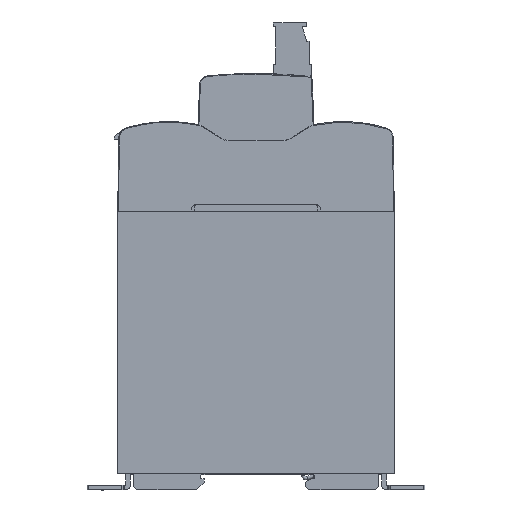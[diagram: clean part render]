
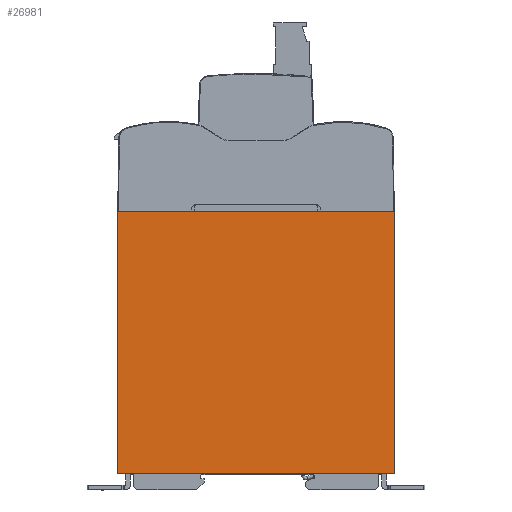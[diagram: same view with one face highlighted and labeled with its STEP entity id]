
A CAD part, front view. The second image highlights one B-rep face of the part: STEP entity #26981.
In plain terms, the highlighted planar face has unit normal (0, -1, 0).
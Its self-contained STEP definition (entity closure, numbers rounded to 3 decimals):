
#895=LINE('',#39166,#3566);
#979=LINE('',#39367,#3650);
#982=LINE('',#39371,#3653);
#1001=LINE('',#39418,#3672);
#3566=VECTOR('',#31679,90.);
#3650=VECTOR('',#31833,90.);
#3653=VECTOR('',#31838,85.);
#3672=VECTOR('',#31873,85.);
#6124=PLANE('',#28619);
#7289=FACE_OUTER_BOUND('',#8732,.T.);
#8732=EDGE_LOOP('',(#18658,#18659,#18660,#18661));
#11176=VERTEX_POINT('',#39163);
#11177=VERTEX_POINT('',#39165);
#11258=VERTEX_POINT('',#39364);
#11259=VERTEX_POINT('',#39366);
#13962=EDGE_CURVE('',#11177,#11176,#895,.T.);
#14064=EDGE_CURVE('',#11259,#11258,#979,.T.);
#14067=EDGE_CURVE('',#11176,#11259,#982,.T.);
#14092=EDGE_CURVE('',#11258,#11177,#1001,.T.);
#18658=ORIENTED_EDGE('',*,*,#13962,.T.);
#18659=ORIENTED_EDGE('',*,*,#14067,.T.);
#18660=ORIENTED_EDGE('',*,*,#14064,.T.);
#18661=ORIENTED_EDGE('',*,*,#14092,.T.);
#26981=ADVANCED_FACE('',(#7289),#6124,.T.);
#28619=AXIS2_PLACEMENT_3D('',#39452,#31897,#31898);
#31679=DIRECTION('',(-1.,0.,0.));
#31833=DIRECTION('',(1.,0.,0.));
#31838=DIRECTION('',(0.,0.,-1.));
#31873=DIRECTION('',(0.,0.,1.));
#31897=DIRECTION('center_axis',(0.,-1.,0.));
#31898=DIRECTION('ref_axis',(0.,0.,-1.));
#39163=CARTESIAN_POINT('',(-45.,-8.912,0.));
#39165=CARTESIAN_POINT('',(45.,-8.912,0.));
#39166=CARTESIAN_POINT('',(45.,-8.912,0.));
#39364=CARTESIAN_POINT('',(45.,-8.912,-85.));
#39366=CARTESIAN_POINT('',(-45.,-8.912,-85.));
#39367=CARTESIAN_POINT('',(-45.,-8.912,-85.));
#39371=CARTESIAN_POINT('',(-45.,-8.912,0.));
#39418=CARTESIAN_POINT('',(45.,-8.912,-85.));
#39452=CARTESIAN_POINT('Origin',(0.,-8.912,
-42.5));
